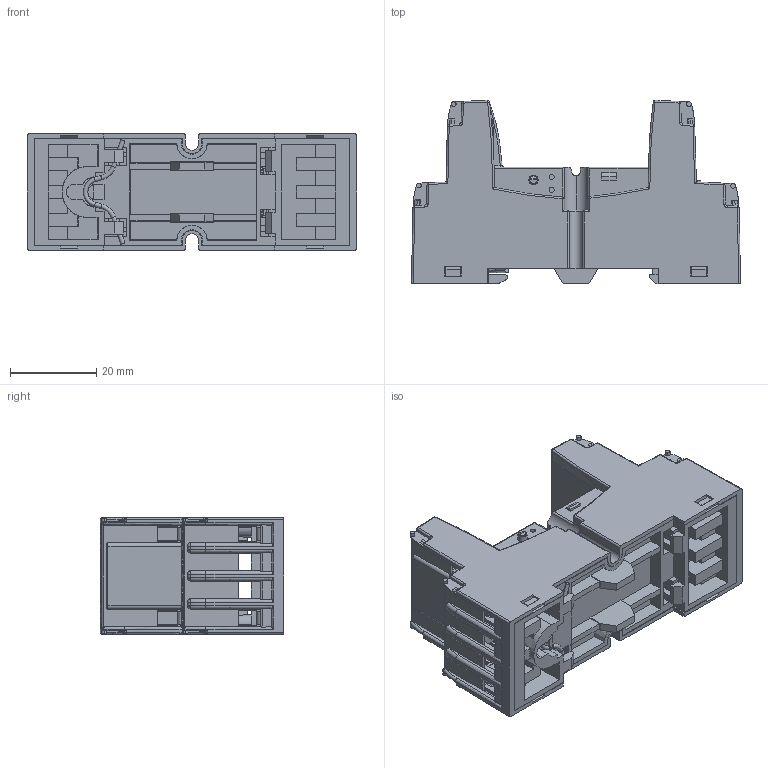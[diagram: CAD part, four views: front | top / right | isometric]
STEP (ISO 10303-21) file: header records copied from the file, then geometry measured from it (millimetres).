
FILE_DESCRIPTION((''),'2;1');
FILE_NAME('ERB2-T_ASM','2020-11-10T',('marketing.praksa'),('Audax d.o.o.'),'CREO PARAMETRIC BY PTC INC, 2017480','CREO PARAMETRIC BY PTC INC, 2017480','');
FILE_SCHEMA(('AUTOMOTIVE_DESIGN { 1 0 10303 214 1 1 1 1 }'));
Products named in the file (34): TMP_DWG_91; TMP_DWG_92; TMP_DWG_93; TMP_DWG_94; TMP_DWG_95; TMP_DWG_96; TMP_DWG_97; TMP_DWG_98; TMP_DWG_99; TMP_DWG_100; TMP_DWG_101; TMP_DWG_102; TMP_DWG_103; TMP_DWG_104; TMP_DWG_105; TMP_DWG_106; TMP_DWG_107; TMP_DWG_108; TMP_DWG_109; TMP_DWG_110; TMP_DWG_111; TMP_DWG_112; TMP_DWG_113; TMP_DWG_114; TMP_DWG_115; TMP_DWG_116; TMP_DWG_117; TMP_DWG_118; TMP_DWG_119_1_1; TMP_DWG_119_1_2; TMP_DWG_119_1_3; TMP_DWG_119_1_ASM; TMP_DWG_119_ASM; ERB2-T_ASM
Assembly tree (33 placements, depth 4):
  ERB2-T_ASM
    TMP_DWG_91
    TMP_DWG_92
    TMP_DWG_93
    TMP_DWG_94
    TMP_DWG_95
    TMP_DWG_96
    TMP_DWG_97
    TMP_DWG_98
    TMP_DWG_99
    TMP_DWG_100
    TMP_DWG_101
    TMP_DWG_102
    TMP_DWG_103
    TMP_DWG_104
    TMP_DWG_105
    TMP_DWG_106
    TMP_DWG_107
    TMP_DWG_108
    TMP_DWG_109
    TMP_DWG_110
    TMP_DWG_111
    TMP_DWG_112
    TMP_DWG_113
    TMP_DWG_114
    TMP_DWG_115
    TMP_DWG_116
    TMP_DWG_117
    TMP_DWG_118
    TMP_DWG_119_ASM
      TMP_DWG_119_1_ASM
        TMP_DWG_119_1_1
        TMP_DWG_119_1_2
        TMP_DWG_119_1_3
Bounding box: 76.3 x 42.48 x 27 mm (x, y, z)
Volume: 24051.6 mm3; surface area: 37580.7 mm2
Topology: 31 solids, 35 shells, 5625 faces, 15411 edges, 9713 vertices
Faces by surface type: plane 3238, cylinder 1386, sphere 330, torus 288, bspline 249, cone 116, extrusion 18
Entity records: 285280 total; most frequent: CARTESIAN_POINT 57423, ORIENTED_EDGE 30328, DIRECTION 28347, PRESENTATION_STYLE_ASSIGNMENT 20837, STYLED_ITEM 20837, CURVE_STYLE 15182, EDGE_CURVE 15164, VECTOR 10009
